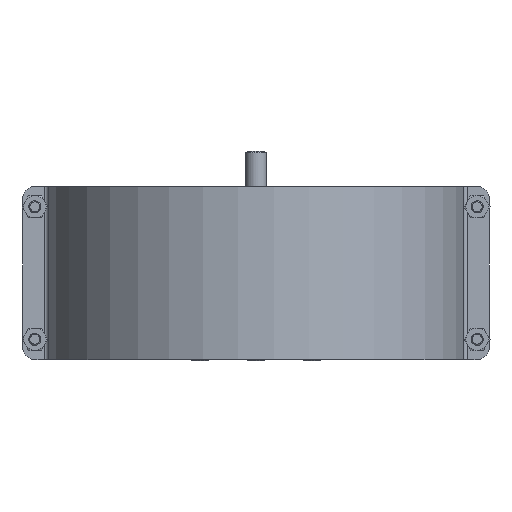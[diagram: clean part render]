
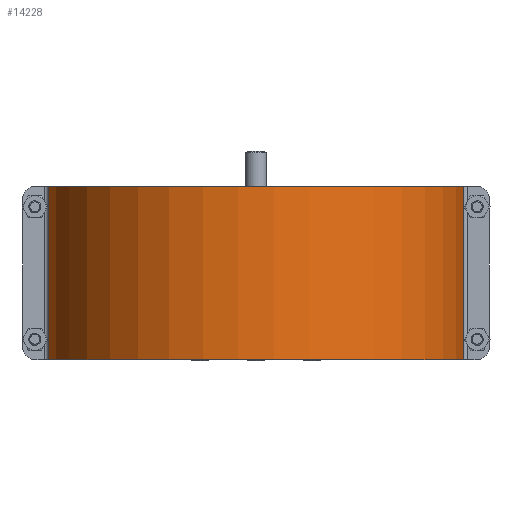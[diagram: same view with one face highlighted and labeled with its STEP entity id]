
A CAD part, front view. The second image highlights one B-rep face of the part: STEP entity #14228.
In plain terms, the highlighted cylindrical face has radius 51.5 mm (diameter 103 mm), a partial arc.
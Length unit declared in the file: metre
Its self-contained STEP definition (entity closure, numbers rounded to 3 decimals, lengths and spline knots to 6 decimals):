
#459=LINE('',#19787,#1906);
#460=LINE('',#19791,#1907);
#1906=VECTOR('',#16329,1.);
#1907=VECTOR('',#16332,1.);
#3290=CYLINDRICAL_SURFACE('',#15214,0.0515);
#4026=ORIENTED_EDGE('',*,*,#8225,.F.);
#4027=ORIENTED_EDGE('',*,*,#8226,.T.);
#4028=ORIENTED_EDGE('',*,*,#8227,.F.);
#4029=ORIENTED_EDGE('',*,*,#8228,.T.);
#8225=EDGE_CURVE('',#10338,#10339,#11692,.T.);
#8226=EDGE_CURVE('',#10338,#10340,#459,.F.);
#8227=EDGE_CURVE('',#10341,#10340,#11693,.T.);
#8228=EDGE_CURVE('',#10341,#10339,#460,.T.);
#10338=VERTEX_POINT('',#19785);
#10339=VERTEX_POINT('',#19786);
#10340=VERTEX_POINT('',#19788);
#10341=VERTEX_POINT('',#19790);
#11692=CIRCLE('',#15215,0.0515);
#11693=CIRCLE('',#15216,0.0515);
#12092=EDGE_LOOP('',(#4026,#4027,#4028,#4029));
#12998=FACE_BOUND('',#12092,.T.);
#14228=ADVANCED_FACE('',(#12998),#3290,.T.);
#15214=AXIS2_PLACEMENT_3D('',#19783,#16325,#16326);
#15215=AXIS2_PLACEMENT_3D('',#19784,#16327,#16328);
#15216=AXIS2_PLACEMENT_3D('',#19789,#16330,#16331);
#16325=DIRECTION('',(0.,-1.,0.));
#16326=DIRECTION('',(1.,0.,0.));
#16327=DIRECTION('',(0.,-1.,0.));
#16328=DIRECTION('',(0.,0.,-1.));
#16329=DIRECTION('',(0.,-1.,0.));
#16330=DIRECTION('',(0.,1.,0.));
#16331=DIRECTION('',(-1.,0.,0.));
#16332=DIRECTION('',(0.,-1.,0.));
#19783=CARTESIAN_POINT('',(0.,0.02033,-0.042));
#19784=CARTESIAN_POINT('',(0.,-0.02133,-0.042));
#19785=CARTESIAN_POINT('',(0.051163,-0.02133,-0.036114));
#19786=CARTESIAN_POINT('',(-0.051163,-0.02133,-0.036114));
#19787=CARTESIAN_POINT('',(0.051163,0.02033,-0.036114));
#19788=CARTESIAN_POINT('',(0.051163,0.02133,-0.036114));
#19789=CARTESIAN_POINT('',(0.,0.02133,-0.042));
#19790=CARTESIAN_POINT('',(-0.051163,0.02133,-0.036114));
#19791=CARTESIAN_POINT('',(-0.051163,0.02033,-0.036114));
